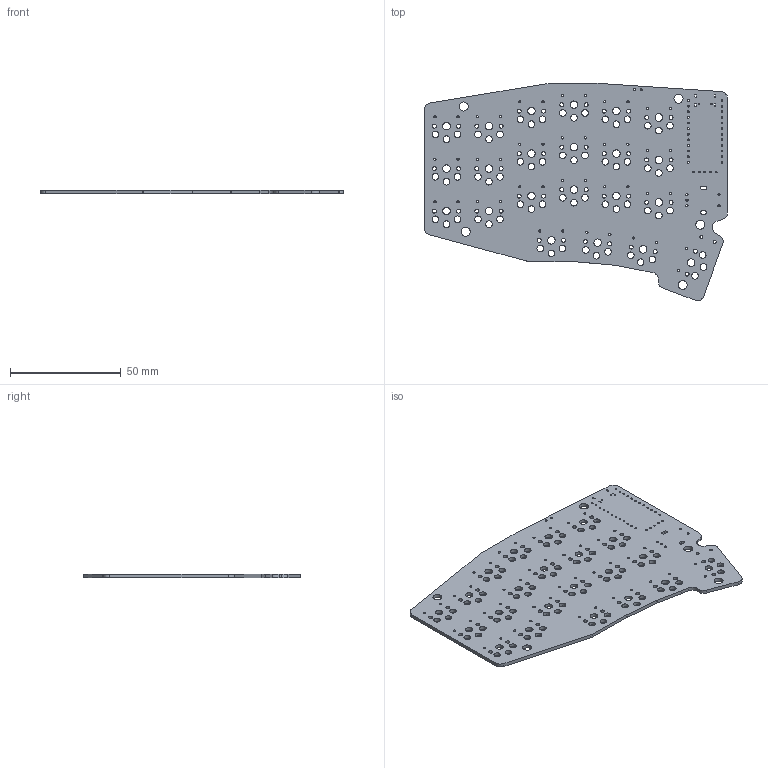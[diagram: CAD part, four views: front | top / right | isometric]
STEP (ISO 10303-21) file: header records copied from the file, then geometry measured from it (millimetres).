
FILE_DESCRIPTION(('FreeCAD Model'),'2;1');
FILE_NAME('Open CASCADE Shape Model','2024-02-25T21:28:55',('Author'),( ''),'Open CASCADE STEP processor 7.6','FreeCAD','Unknown');
FILE_SCHEMA(('AUTOMOTIVE_DESIGN { 1 0 10303 214 1 1 1 1 }'));
Length unit declared in the file: millimetre
Products named in the file (1): Pcb_dd9a
Bounding box: 136.9 x 98.22 x 1.6 mm (x, y, z)
Volume: 15669.1 mm3; surface area: 22585.3 mm2
Topology: 1 solids, 1 shells, 290 faces, 864 edges, 576 vertices
Faces by surface type: cylinder 260, plane 30
Full cylindrical faces by diameter (mm): 0.65 x2, 0.813 x29, 0.9 x2, 1 x49, 1.3 x2, 1.8 x44, 3 x66, 3.4 x22, 4.1 x5
Entity records: 10978 total; most frequent: DIRECTION 1966, CARTESIAN_POINT 1731, ORIENTED_EDGE 1728, EDGE_CURVE 864, AXIS2_PLACEMENT_3D 811, FACE_BOUND 744, EDGE_LOOP 744, VERTEX_POINT 576
